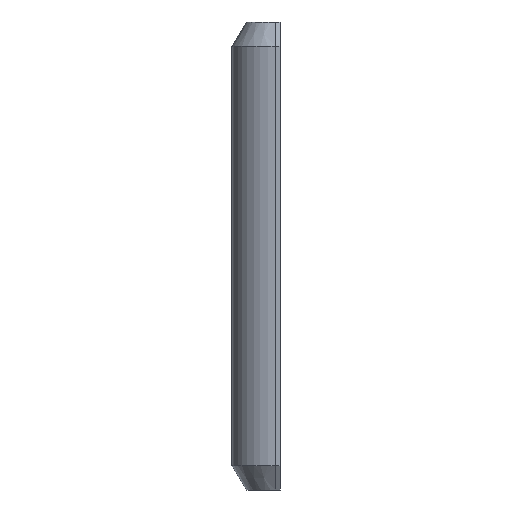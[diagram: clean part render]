
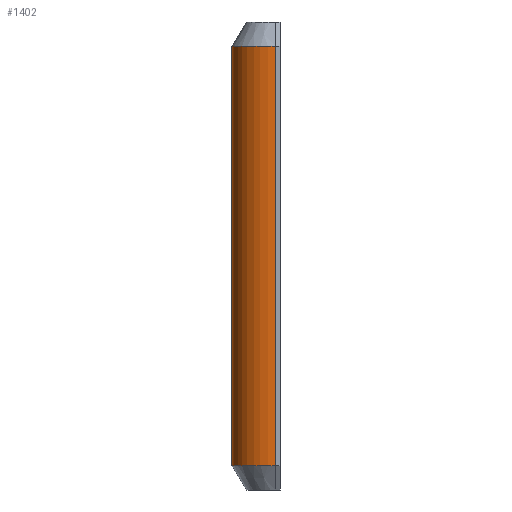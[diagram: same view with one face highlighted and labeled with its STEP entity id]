
A CAD part, left-side view. The second image highlights one B-rep face of the part: STEP entity #1402.
In plain terms, the highlighted cylindrical face has radius 9 mm (diameter 18 mm), a partial arc.
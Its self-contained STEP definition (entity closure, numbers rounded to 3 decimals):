
#112=FACE_OUTER_BOUND('',#186,.T.);
#186=EDGE_LOOP('',(#1183,#1184,#1185,#1186));
#312=LINE('',#2241,#464);
#341=LINE('',#2319,#493);
#464=VECTOR('',#1798,87.);
#493=VECTOR('',#1875,87.);
#560=CIRCLE('',#1517,9.);
#564=CIRCLE('',#1524,9.);
#671=VERTEX_POINT('',#2238);
#672=VERTEX_POINT('',#2240);
#693=VERTEX_POINT('',#2302);
#697=VERTEX_POINT('',#2317);
#842=EDGE_CURVE('',#672,#671,#312,.T.);
#874=EDGE_CURVE('',#672,#693,#560,.T.);
#882=EDGE_CURVE('',#697,#671,#564,.T.);
#883=EDGE_CURVE('',#697,#693,#341,.T.);
#1183=ORIENTED_EDGE('',*,*,#874,.F.);
#1184=ORIENTED_EDGE('',*,*,#842,.T.);
#1185=ORIENTED_EDGE('',*,*,#882,.F.);
#1186=ORIENTED_EDGE('',*,*,#883,.T.);
#1347=CYLINDRICAL_SURFACE('',#1523,9.);
#1402=ADVANCED_FACE('',(#112),#1347,.T.);
#1517=AXIS2_PLACEMENT_3D('',#2303,#1855,#1856);
#1523=AXIS2_PLACEMENT_3D('',#2316,#1871,#1872);
#1524=AXIS2_PLACEMENT_3D('',#2318,#1873,#1874);
#1798=DIRECTION('',(0.,0.,1.));
#1855=DIRECTION('center_axis',(0.,0.,-1.));
#1856=DIRECTION('ref_axis',(-0.707,0.707,0.));
#1871=DIRECTION('center_axis',(0.,0.,1.));
#1872=DIRECTION('ref_axis',(-0.707,0.707,0.));
#1873=DIRECTION('center_axis',(0.,0.,1.));
#1874=DIRECTION('ref_axis',(-0.707,0.707,0.));
#1875=DIRECTION('',(0.,0.,-1.));
#2238=CARTESIAN_POINT('',(-15.,1.,43.5));
#2240=CARTESIAN_POINT('',(-15.,1.,-43.5));
#2241=CARTESIAN_POINT('',(-15.,1.,0.));
#2302=CARTESIAN_POINT('',(-6.,10.,-43.5));
#2303=CARTESIAN_POINT('Origin',(-6.,1.,-43.5));
#2316=CARTESIAN_POINT('Origin',(-6.,1.,0.));
#2317=CARTESIAN_POINT('',(-6.,10.,43.5));
#2318=CARTESIAN_POINT('Origin',(-6.,1.,43.5));
#2319=CARTESIAN_POINT('',(-6.,10.,0.));
